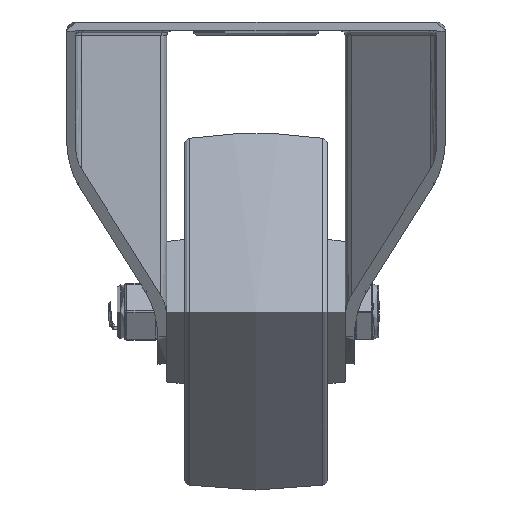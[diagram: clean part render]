
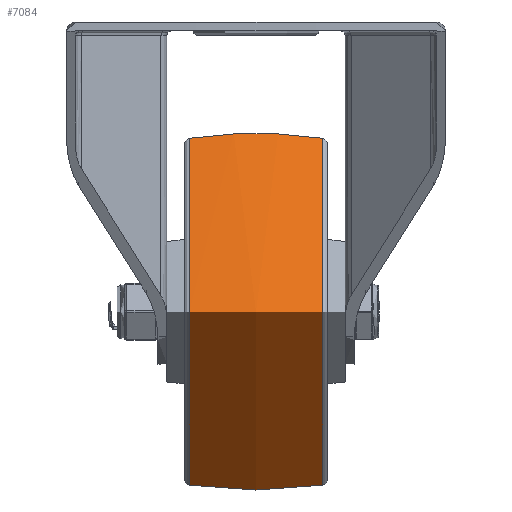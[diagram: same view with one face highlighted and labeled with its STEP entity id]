
A CAD part, left-side view. The second image highlights one B-rep face of the part: STEP entity #7084.
In plain terms, the highlighted free-form (B-spline) face has degree [2, 2] with [3, 9] control points.
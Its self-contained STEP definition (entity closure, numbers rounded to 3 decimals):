
#46=(
BOUNDED_SURFACE()
B_SPLINE_SURFACE(2,2,((#11688,#11689,#11690,#11691,#11692,#11693,#11694,
#11695,#11696),(#11697,#11698,#11699,#11700,#11701,#11702,#11703,#11704,
#11705),(#11706,#11707,#11708,#11709,#11710,#11711,#11712,#11713,#11714)),
 .UNSPECIFIED.,.F.,.T.,.F.)
B_SPLINE_SURFACE_WITH_KNOTS((3,3),(3,2,2,2,3),(-0.145,0.145),
(-3.142,-1.571,0.,1.571,3.142),
 .UNSPECIFIED.)
GEOMETRIC_REPRESENTATION_ITEM()
RATIONAL_B_SPLINE_SURFACE(((1.,0.707,1.,0.707,1.,
0.707,1.,0.707,1.),(0.989,0.7,
0.989,0.7,0.989,0.7,
0.989,0.7,0.989),(1.,0.707,
1.,0.707,1.,0.707,1.,0.707,1.)))
REPRESENTATION_ITEM('')
SURFACE()
);
#1952=FACE_OUTER_BOUND('',#2401,.T.);
#2401=EDGE_LOOP('',(#5580,#5581,#5582,#5583));
#2842=CIRCLE('',#7753,38.912);
#2843=CIRCLE('',#7754,103.025);
#2844=CIRCLE('',#7755,38.912);
#3323=VERTEX_POINT('',#11685);
#3324=VERTEX_POINT('',#11715);
#4131=EDGE_CURVE('',#3323,#3323,#2842,.T.);
#4132=EDGE_CURVE('',#3323,#3324,#2843,.T.);
#4133=EDGE_CURVE('',#3324,#3324,#2844,.T.);
#5580=ORIENTED_EDGE('',*,*,#4131,.F.);
#5581=ORIENTED_EDGE('',*,*,#4132,.T.);
#5582=ORIENTED_EDGE('',*,*,#4133,.T.);
#5583=ORIENTED_EDGE('',*,*,#4132,.F.);
#7084=ADVANCED_FACE('',(#1952),#46,.F.);
#7753=AXIS2_PLACEMENT_3D('',#11687,#9075,#9076);
#7754=AXIS2_PLACEMENT_3D('',#11716,#9077,#9078);
#7755=AXIS2_PLACEMENT_3D('',#11717,#9079,#9080);
#9075=DIRECTION('center_axis',(0.,1.,0.));
#9076=DIRECTION('ref_axis',(-1.,0.,0.));
#9077=DIRECTION('center_axis',(1.,0.,0.));
#9078=DIRECTION('ref_axis',(0.,0.,1.));
#9079=DIRECTION('center_axis',(0.,1.,0.));
#9080=DIRECTION('ref_axis',(-1.,0.,0.));
#11685=CARTESIAN_POINT('',(0.,14.931,38.912));
#11687=CARTESIAN_POINT('Origin',(0.,14.931,0.));
#11688=CARTESIAN_POINT('Ctrl Pts',(0.,-14.931,
38.912));
#11689=CARTESIAN_POINT('Ctrl Pts',(38.912,-14.931,38.912));
#11690=CARTESIAN_POINT('Ctrl Pts',(38.912,-14.931,0.));
#11691=CARTESIAN_POINT('Ctrl Pts',(38.912,-14.931,-38.912));
#11692=CARTESIAN_POINT('Ctrl Pts',(0.,-14.931,
-38.912));
#11693=CARTESIAN_POINT('Ctrl Pts',(-38.912,-14.931,-38.912));
#11694=CARTESIAN_POINT('Ctrl Pts',(-38.912,-14.931,0.));
#11695=CARTESIAN_POINT('Ctrl Pts',(-38.912,-14.931,38.912));
#11696=CARTESIAN_POINT('Ctrl Pts',(0.,-14.931,
38.912));
#11697=CARTESIAN_POINT('Ctrl Pts',(0.,0.,
41.099));
#11698=CARTESIAN_POINT('Ctrl Pts',(41.099,0.,
41.099));
#11699=CARTESIAN_POINT('Ctrl Pts',(41.099,0.,
0.));
#11700=CARTESIAN_POINT('Ctrl Pts',(41.099,0.,
-41.099));
#11701=CARTESIAN_POINT('Ctrl Pts',(0.,0.,
-41.099));
#11702=CARTESIAN_POINT('Ctrl Pts',(-41.099,0.,
-41.099));
#11703=CARTESIAN_POINT('Ctrl Pts',(-41.099,0.,
0.));
#11704=CARTESIAN_POINT('Ctrl Pts',(-41.099,0.,
41.099));
#11705=CARTESIAN_POINT('Ctrl Pts',(0.,0.,
41.099));
#11706=CARTESIAN_POINT('Ctrl Pts',(0.,14.931,
38.912));
#11707=CARTESIAN_POINT('Ctrl Pts',(38.912,14.931,38.912));
#11708=CARTESIAN_POINT('Ctrl Pts',(38.912,14.931,0.));
#11709=CARTESIAN_POINT('Ctrl Pts',(38.912,14.931,-38.912));
#11710=CARTESIAN_POINT('Ctrl Pts',(0.,14.931,
-38.912));
#11711=CARTESIAN_POINT('Ctrl Pts',(-38.912,14.931,-38.912));
#11712=CARTESIAN_POINT('Ctrl Pts',(-38.912,14.931,0.));
#11713=CARTESIAN_POINT('Ctrl Pts',(-38.912,14.931,38.912));
#11714=CARTESIAN_POINT('Ctrl Pts',(0.,14.931,
38.912));
#11715=CARTESIAN_POINT('',(0.,-14.931,38.912));
#11716=CARTESIAN_POINT('Origin',(0.,0.,
-63.025));
#11717=CARTESIAN_POINT('Origin',(0.,-14.931,
0.));
